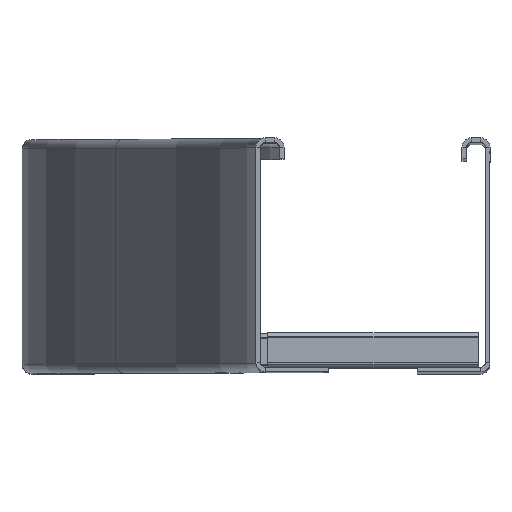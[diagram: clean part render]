
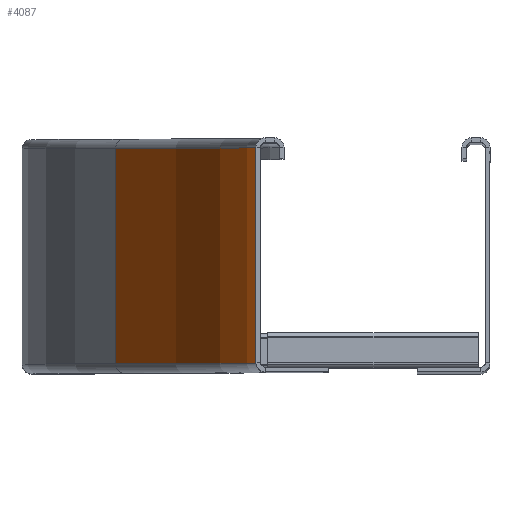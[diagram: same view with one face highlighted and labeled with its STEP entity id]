
A CAD part, top view. The second image highlights one B-rep face of the part: STEP entity #4087.
In plain terms, the highlighted cylindrical face has radius 300 mm (diameter 600 mm), a partial arc.
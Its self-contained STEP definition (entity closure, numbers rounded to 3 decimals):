
#145=CIRCLE('',#4470,300.);
#146=CIRCLE('',#4472,300.);
#215=CYLINDRICAL_SURFACE('',#4471,300.);
#299=FACE_OUTER_BOUND('',#550,.T.);
#550=EDGE_LOOP('',(#2920,#2921,#2922,#2923));
#872=LINE('',#6188,#1353);
#877=LINE('',#6242,#1358);
#1353=VECTOR('',#4973,10.);
#1358=VECTOR('',#5044,10.);
#1823=VERTEX_POINT('',#6181);
#1825=VERTEX_POINT('',#6187);
#1839=VERTEX_POINT('',#6235);
#1841=VERTEX_POINT('',#6241);
#2215=EDGE_CURVE('',#1825,#1823,#872,.T.);
#2241=EDGE_CURVE('',#1839,#1823,#145,.T.);
#2242=EDGE_CURVE('',#1841,#1839,#877,.T.);
#2243=EDGE_CURVE('',#1841,#1825,#146,.T.);
#2920=ORIENTED_EDGE('',*,*,#2242,.T.);
#2921=ORIENTED_EDGE('',*,*,#2241,.T.);
#2922=ORIENTED_EDGE('',*,*,#2215,.F.);
#2923=ORIENTED_EDGE('',*,*,#2243,.F.);
#4087=ADVANCED_FACE('',(#299),#215,.F.);
#4470=AXIS2_PLACEMENT_3D('',#6239,#5040,#5041);
#4471=AXIS2_PLACEMENT_3D('',#6240,#5042,#5043);
#4472=AXIS2_PLACEMENT_3D('',#6243,#5045,#5046);
#4973=DIRECTION('',(0.,1.,0.));
#5040=DIRECTION('center_axis',(0.,1.,0.));
#5041=DIRECTION('ref_axis',(1.,0.,0.));
#5042=DIRECTION('center_axis',(0.,1.,0.));
#5043=DIRECTION('ref_axis',(1.,0.,0.));
#5044=DIRECTION('',(0.,1.,0.));
#5045=DIRECTION('center_axis',(0.,1.,0.));
#5046=DIRECTION('ref_axis',(1.,0.,0.));
#6181=CARTESIAN_POINT('',(-91.,96.,-180.));
#6187=CARTESIAN_POINT('',(-91.,4.,-180.));
#6188=CARTESIAN_POINT('',(-91.,4.,-180.));
#6235=CARTESIAN_POINT('',(-31.,96.,0.));
#6239=CARTESIAN_POINT('Origin',(-331.,96.,0.));
#6240=CARTESIAN_POINT('Origin',(-331.,50.,0.));
#6241=CARTESIAN_POINT('',(-31.,4.,0.));
#6242=CARTESIAN_POINT('',(-31.,109.048,0.));
#6243=CARTESIAN_POINT('Origin',(-331.,4.,0.));
